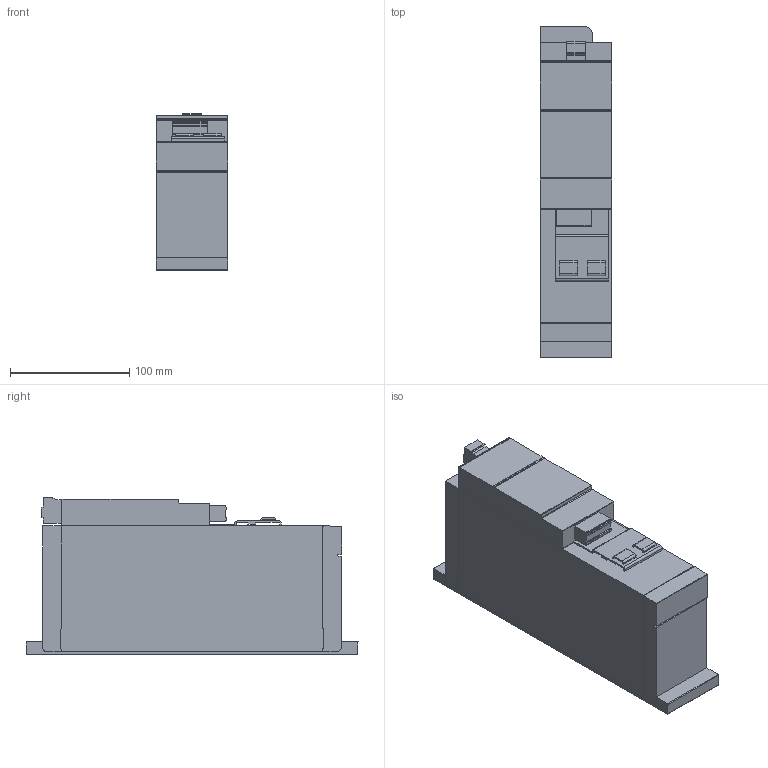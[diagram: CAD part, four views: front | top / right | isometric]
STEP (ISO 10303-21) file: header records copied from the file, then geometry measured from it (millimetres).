
FILE_DESCRIPTION(/* description */ (''),/* implementation_level */ '2;1');
FILE_NAME(/* name */ '3d_1_5kW400÷480VAC50_60Hz-VLB30015A480.stp',/* time_stamp */ '2016-09-07T14:50:21+02:00',/* author */ ('Andrzej'),/* organization */ (''),/* preprocessor_version */ 'ST-DEVELOPER v15.5',/* originating_system */ 'AutoCAD Mechanical',/* authorisation */ '');
FILE_SCHEMA (('AUTOMOTIVE_DESIGN { 1 0 10303 214 3 1 1 }'));
Length unit declared in the file: millimetre
Products named in the file (1): Product
Bounding box: 60 x 277.96 x 131.11 mm (x, y, z)
Volume: 1805173.2 mm3; surface area: 191262.4 mm2
Topology: 10 solids, 10 shells, 183 faces, 1248 edges, 1772 vertices
Faces by surface type: plane 146, cylinder 37
Entity records: 11110 total; most frequent: CARTESIAN_POINT 3306, DIRECTION 1789, LINE 1071, VECTOR 1071, ORIENTED_EDGE 974, TRIMMED_CURVE 761, EDGE_CURVE 487, AXIS2_PLACEMENT_3D 359
